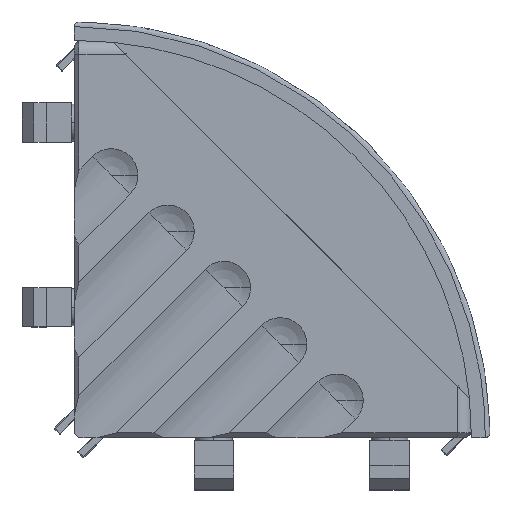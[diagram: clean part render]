
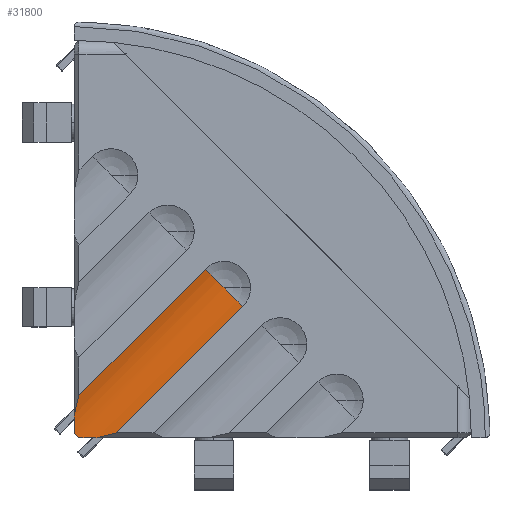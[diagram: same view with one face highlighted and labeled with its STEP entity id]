
A CAD part, top view. The second image highlights one B-rep face of the part: STEP entity #31800.
In plain terms, the highlighted cylindrical face has radius 11.5 mm (diameter 23 mm), a partial arc.
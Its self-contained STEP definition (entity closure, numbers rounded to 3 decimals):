
#254=CARTESIAN_POINT('',(32.421,32.421,19.96));
#255=VERTEX_POINT('',#254);
#263=CARTESIAN_POINT('',(28.356,36.486,21.5));
#264=VERTEX_POINT('',#263);
#272=CARTESIAN_POINT('',(32.421,32.421,31.46));
#273=DIRECTION('',(-0.707,-0.707,0.));
#274=DIRECTION('',(-0.707,0.707,0.));
#275=AXIS2_PLACEMENT_3D('',#272,#273,#274);
#276=CIRCLE('',#275,11.5);
#277=EDGE_CURVE('',#264,#255,#276,.T.);
#1867=CARTESIAN_POINT('',(4.925,0.0,20.5));
#1868=VERTEX_POINT('',#1867);
#1875=CARTESIAN_POINT('',(1.,0.0,19.982));
#1876=VERTEX_POINT('',#1875);
#1877=CARTESIAN_POINT('',(1.,0.0,19.982));
#1878=CARTESIAN_POINT('',(2.335,0.0,20.04));
#1879=CARTESIAN_POINT('',(3.65,0.0,20.214));
#1880=CARTESIAN_POINT('',(4.925,0.0,20.5));
#1888=(BOUNDED_CURVE()B_SPLINE_CURVE(3,(#1877,#1878,#1879,#1880),.UNSPECIFIED.,.F.,.U.)B_SPLINE_CURVE_WITH_KNOTS((4,4),(1.632,1.878),.UNSPECIFIED.)CURVE()GEOMETRIC_REPRESENTATION_ITEM()RATIONAL_B_SPLINE_CURVE((1.0,0.995,0.995,1.0))REPRESENTATION_ITEM(''));
#1889=EDGE_CURVE('',#1876,#1868,#1888,.T.);
#2664=CARTESIAN_POINT('',(0.,1.,19.982));
#2665=VERTEX_POINT('',#2664);
#2672=CARTESIAN_POINT('',(0.,4.925,20.5));
#2673=VERTEX_POINT('',#2672);
#2674=CARTESIAN_POINT('',(0.,4.925,20.5));
#2675=CARTESIAN_POINT('',(0.,3.65,20.214));
#2676=CARTESIAN_POINT('',(0.,2.335,20.04));
#2677=CARTESIAN_POINT('',(0.,1.,19.982));
#2685=(BOUNDED_CURVE()B_SPLINE_CURVE(3,(#2674,#2675,#2676,#2677),.UNSPECIFIED.,.F.,.U.)B_SPLINE_CURVE_WITH_KNOTS((4,4),(4.405,4.651),.UNSPECIFIED.)CURVE()GEOMETRIC_REPRESENTATION_ITEM()RATIONAL_B_SPLINE_CURVE((1.0,0.995,0.995,1.0))REPRESENTATION_ITEM(''));
#2686=EDGE_CURVE('',#2673,#2665,#2685,.T.);
#4149=CARTESIAN_POINT('',(1.,9.13,21.5));
#4150=VERTEX_POINT('',#4149);
#4157=CARTESIAN_POINT('',(28.356,36.486,21.5));
#4158=DIRECTION('',(-0.707,-0.707,0.));
#4159=VECTOR('',#4158,38.687);
#4160=LINE('',#4157,#4159);
#4161=EDGE_CURVE('',#264,#4150,#4160,.T.);
#4164=CARTESIAN_POINT('',(36.486,28.356,21.5));
#4165=VERTEX_POINT('',#4164);
#4173=CARTESIAN_POINT('',(9.13,1.,21.5));
#4174=VERTEX_POINT('',#4173);
#4175=CARTESIAN_POINT('',(9.13,1.,21.5));
#4176=DIRECTION('',(0.707,0.707,0.));
#4177=VECTOR('',#4176,38.687);
#4178=LINE('',#4175,#4177);
#4179=EDGE_CURVE('',#4174,#4165,#4178,.T.);
#4343=CARTESIAN_POINT('',(9.13,1.,21.5));
#4344=CARTESIAN_POINT('',(7.7,0.586,21.086));
#4345=CARTESIAN_POINT('',(6.293,0.251,20.751));
#4346=CARTESIAN_POINT('',(4.925,0.0,20.5));
#4354=(BOUNDED_CURVE()B_SPLINE_CURVE(3,(#4343,#4344,#4345,#4346),.UNSPECIFIED.,.F.,.U.)B_SPLINE_CURVE_WITH_KNOTS((4,4),(5.144,5.36),.UNSPECIFIED.)CURVE()GEOMETRIC_REPRESENTATION_ITEM()RATIONAL_B_SPLINE_CURVE((1.0,0.996,0.996,1.0))REPRESENTATION_ITEM(''));
#4355=EDGE_CURVE('',#4174,#1868,#4354,.T.);
#4449=CARTESIAN_POINT('',(0.,4.925,20.5));
#4450=CARTESIAN_POINT('',(0.251,6.293,20.751));
#4451=CARTESIAN_POINT('',(0.586,7.7,21.086));
#4452=CARTESIAN_POINT('',(1.,9.13,21.5));
#4460=(BOUNDED_CURVE()B_SPLINE_CURVE(3,(#4449,#4450,#4451,#4452),.UNSPECIFIED.,.F.,.U.)B_SPLINE_CURVE_WITH_KNOTS((4,4),(0.923,1.139),.UNSPECIFIED.)CURVE()GEOMETRIC_REPRESENTATION_ITEM()RATIONAL_B_SPLINE_CURVE((1.0,0.996,0.996,1.0))REPRESENTATION_ITEM(''));
#4461=EDGE_CURVE('',#2673,#4150,#4460,.T.);
#4478=CARTESIAN_POINT('',(0.5,0.5,31.46));
#4479=DIRECTION('',(0.707,0.707,0.));
#4480=DIRECTION('',(0.707,-0.707,0.));
#4481=AXIS2_PLACEMENT_3D('',#4478,#4479,#4480);
#4482=CIRCLE('',#4481,11.5);
#4483=EDGE_CURVE('',#1876,#2665,#4482,.T.);
#31773=CARTESIAN_POINT('',(32.421,32.421,31.46));
#31774=DIRECTION('',(-0.707,-0.707,0.));
#31775=DIRECTION('',(-0.707,0.707,0.));
#31776=AXIS2_PLACEMENT_3D('',#31773,#31774,#31775);
#31777=CIRCLE('',#31776,11.5);
#31778=EDGE_CURVE('',#255,#4165,#31777,.T.);
#31784=CARTESIAN_POINT('',(0.,0.0,31.46));
#31785=DIRECTION('',(-0.707,-0.707,0.));
#31786=DIRECTION('',(-0.707,0.707,0.));
#31787=AXIS2_PLACEMENT_3D('',#31784,#31785,#31786);
#31788=CYLINDRICAL_SURFACE('',#31787,11.5);
#31789=ORIENTED_EDGE('',*,*,#4161,.T.);
#31790=ORIENTED_EDGE('',*,*,#4461,.F.);
#31791=ORIENTED_EDGE('',*,*,#2686,.T.);
#31792=ORIENTED_EDGE('',*,*,#4483,.F.);
#31793=ORIENTED_EDGE('',*,*,#1889,.T.);
#31794=ORIENTED_EDGE('',*,*,#4355,.F.);
#31795=ORIENTED_EDGE('',*,*,#4179,.T.);
#31796=ORIENTED_EDGE('',*,*,#31778,.F.);
#31797=ORIENTED_EDGE('',*,*,#277,.F.);
#31798=EDGE_LOOP('',(#31789,#31790,#31791,#31792,#31793,#31794,#31795,#31796,#31797));
#31799=FACE_OUTER_BOUND('',#31798,.T.);
#31800=ADVANCED_FACE('',(#31799),#31788,.F.);
